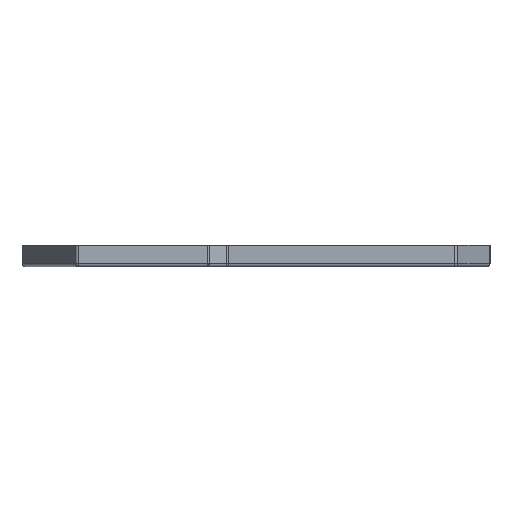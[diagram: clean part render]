
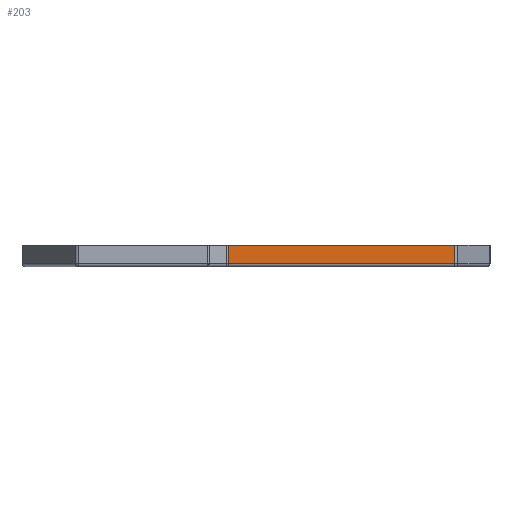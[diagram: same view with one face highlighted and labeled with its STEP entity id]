
A CAD part, left-side view. The second image highlights one B-rep face of the part: STEP entity #203.
In plain terms, the highlighted planar face has unit normal (-1, 0, 0).
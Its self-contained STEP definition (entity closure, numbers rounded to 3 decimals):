
#203=ADVANCED_FACE('',(#297),#235,.T.);
#235=PLANE('',#1375);
#297=FACE_OUTER_BOUND('',#371,.T.);
#371=EDGE_LOOP('',(#691,#692,#693,#694));
#691=ORIENTED_EDGE('',*,*,#1037,.T.);
#692=ORIENTED_EDGE('',*,*,#1038,.F.);
#693=ORIENTED_EDGE('',*,*,#1039,.T.);
#694=ORIENTED_EDGE('',*,*,#1040,.F.);
#888=VERTEX_POINT('',#2065);
#889=VERTEX_POINT('',#2069);
#890=VERTEX_POINT('',#2073);
#891=VERTEX_POINT('',#2075);
#1037=EDGE_CURVE('',#888,#889,#1140,.T.);
#1038=EDGE_CURVE('',#890,#889,#1141,.T.);
#1039=EDGE_CURVE('',#890,#891,#1142,.T.);
#1040=EDGE_CURVE('',#888,#891,#1143,.T.);
#1140=LINE('',#2070,#1230);
#1141=LINE('',#2072,#1231);
#1142=LINE('',#2074,#1232);
#1143=LINE('',#2076,#1233);
#1230=VECTOR('',#1710,1.);
#1231=VECTOR('',#1713,1.);
#1232=VECTOR('',#1714,1.);
#1233=VECTOR('',#1715,1.);
#1375=AXIS2_PLACEMENT_3D('',#2077,#1716,#1717);
#1710=DIRECTION('',(0.,0.,1.));
#1713=DIRECTION('',(0.,-1.,0.));
#1714=DIRECTION('',(0.,0.,-1.));
#1715=DIRECTION('',(0.,1.,0.));
#1716=DIRECTION('',(-1.,0.,0.));
#1717=DIRECTION('',(0.,0.,1.));
#2065=CARTESIAN_POINT('',(-35.75,3.506,-2.2));
#2069=CARTESIAN_POINT('',(-35.75,3.506,-0.5));
#2070=CARTESIAN_POINT('',(-35.75,3.506,-2.2));
#2072=CARTESIAN_POINT('',(-35.75,24.188,-0.5));
#2073=CARTESIAN_POINT('',(-35.75,24.188,-0.5));
#2074=CARTESIAN_POINT('',(-35.75,24.188,-0.5));
#2075=CARTESIAN_POINT('',(-35.75,24.188,-2.2));
#2076=CARTESIAN_POINT('',(-35.75,3.506,-2.2));
#2077=CARTESIAN_POINT('',(-35.75,10.,-0.5));
